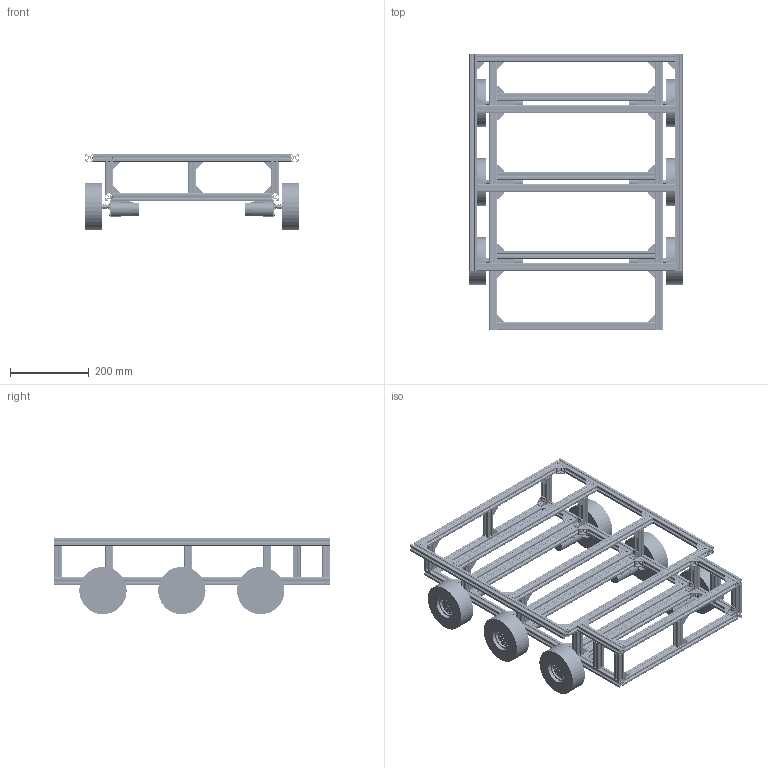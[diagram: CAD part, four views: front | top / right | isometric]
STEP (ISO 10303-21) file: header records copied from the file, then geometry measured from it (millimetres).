
FILE_DESCRIPTION(/* description */ (''),/* implementation_level */ '2;1');
FILE_NAME(/* name */ 'Chassis v32.step',/* time_stamp */ '2021-01-04T18:47:50+01:00',/* author */ (''),/* organization */ (''),/* preprocessor_version */ 'ST-DEVELOPER v18.1',/* originating_system */ 'Autodesk Translation Framework v9.7.1.1290',/* authorisation */ '');
FILE_SCHEMA (('AUTOMOTIVE_DESIGN { 1 0 10303 214 3 1 1 }'));
Length unit declared in the file: millimetre
Products named in the file (124): Chassis;  Axis; Drive Axis; Motor Tire Unit; Motor Mount; 37D 131-1 Gearbox Motor; Hermosairis Crawler Tire Complete 120mm; Hermosairis Crawler Rim 120mm; Motor Tire Unit_1; Motor Mount_1; 37D 131-1 Gearbox Motor_1; Hermosairis Crawler Tire Complete 120mm_1; Hermosairis Crawler Rim 120mm_1; I-Nut_With_M3_Screw; M3_8mm_With_Washer; I-Nut_With_M3_Screw_1; M3_8mm_With_Washer_1; I-Nut_With_M3_Screw_2; M3_8mm_With_Washer_2; I-Nut_With_M3_Screw_3; M3_8mm_With_Washer_3; I-Nut_With_M3_Screw_4; M3_8mm_With_Washer_4; I-Nut_With_M3_Screw_5; M3_8mm_With_Washer_5; I-Nut_With_M3_Screw_6; M3_8mm_With_Washer_6; I-Nut_With_M3_Screw_7; M3_8mm_With_Washer_7; Chassis Frame; Front-Rear Chassis Rail; Side Chassis Rail; I-Nut_With_M3_Screw_8; M3_8mm_With_Washer_8; I-Nut_With_M3_Screw_9; M3_8mm_With_Washer_9; I-Nut_With_M3_Screw_10; M3_8mm_With_Washer_10; I-Nut_With_M3_Screw_11; M3_8mm_With_Washer_11 ...
Assembly tree (371 placements, depth 7):
  Chassis
     Axis
      Drive Axis
        Motedis Profile 20x20 I-Type slot 5 v5  x2
        Motor Tire Unit
          Motor Mount
            37D L-Bracket
            37D 131-1 Gearbox Motor
              Motor
              Gearbox
              Encoder
            12mm Hex-Adapter Extended
            91290A111  x6
            91390A099  x2
          Hermosairis Crawler Tire Complete 120mm
            Hermosairis Crawler Rim 120mm
              Rim
            Hermosairis Crawler Tire Only 120mm
        Motor Tire Unit_1
          Motor Mount_1
            37D L-Bracket
            37D 131-1 Gearbox Motor_1
              Motor
              Gearbox
              Encoder
            12mm Hex-Adapter Extended
            91290A111  x6
            91390A099  x2
          Hermosairis Crawler Tire Complete 120mm_1
            Hermosairis Crawler Rim 120mm_1
              Rim
            Hermosairis Crawler Tire Only 120mm
      20-20 Profile Edge Connector  x4
      I-Nut_With_M3_Screw
        096214 I-Nut M4
        M3_8mm_With_Washer
          91290A113
          90965A130
      I-Nut_With_M3_Screw_1
        096214 I-Nut M4
        M3_8mm_With_Washer_1
          91290A113
          90965A130
      I-Nut_With_M3_Screw_2
        096214 I-Nut M4
        M3_8mm_With_Washer_2
          91290A113
          90965A130
      I-Nut_With_M3_Screw_3
        096214 I-Nut M4
        M3_8mm_With_Washer_3
          91290A113
          90965A130
      I-Nut_With_M3_Screw_4
        096214 I-Nut M4
        M3_8mm_With_Washer_4
          91290A113
          90965A130
      I-Nut_With_M3_Screw_5
        096214 I-Nut M4
Bounding box: 541.2 x 700 x 193.8 mm (x, y, z)
Volume: 5170984.8 mm3; surface area: 2277557.4 mm2
Topology: 281 solids, 281 shells, 16745 faces, 43137 edges, 26946 vertices
Faces by surface type: cylinder 7287, plane 7256, cone 832, sphere 800, bspline 570
Full cylindrical faces by diameter (mm): 2.35 x916, 2.5 x36, 2.529 x48, 3 x992, 3.2 x148, 3.3 x36, 3.332 x6, 4.2 x6, 4.3 x33, 5.5 x68, 6 x12, 7 x32, 12 x6, 30 x6, 34 x6, 34.8 x18, 36.8 x6, 47 x6, 48 x6, 52 x12, 56 x12, 120 x6
Entity records: 46446 total; most frequent: CARTESIAN_POINT 14168, DIRECTION 6830, ORIENTED_EDGE 5838, EDGE_CURVE 2919, AXIS2_PLACEMENT_3D 2538, VERTEX_POINT 1907, LINE 1754, VECTOR 1754
